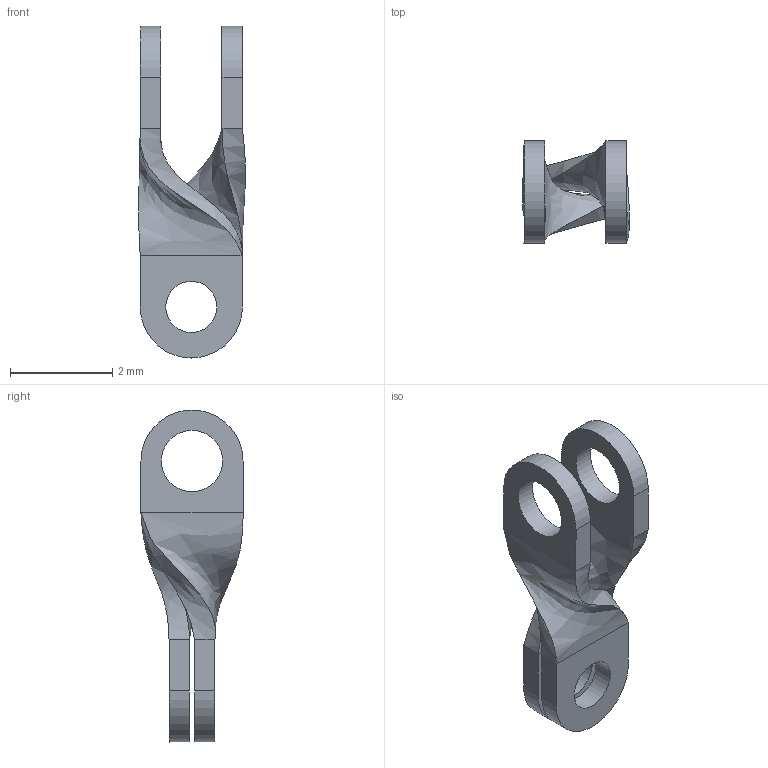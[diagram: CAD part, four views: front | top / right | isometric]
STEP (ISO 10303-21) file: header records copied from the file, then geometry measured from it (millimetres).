
FILE_DESCRIPTION(/* description */ (''),/* implementation_level */ '2;1');
FILE_NAME(/* name */ 'twisted_clamp.step',/* time_stamp */ '2026-02-09T17:02:58+05:30',/* author */ (''),/* organization */ (''),/* preprocessor_version */ 'ST-DEVELOPER v20.1',/* originating_system */ 'Autodesk Translation Framework v14.24.0.0',/* authorisation */ '');
FILE_SCHEMA (('AUTOMOTIVE_DESIGN { 1 0 10303 214 3 1 1 }'));
Length unit declared in the file: millimetre
Products named in the file (3): clamp (v2~recovered); body1; body2
Assembly tree (2 placements, depth 2):
  clamp (v2~recovered)
    body1
    body2
Bounding box: 2.09 x 2 x 6.5 mm (x, y, z)
Volume: 7.6 mm3; surface area: 56.8 mm2
Topology: 2 solids, 2 shells, 32 faces, 76 edges, 48 vertices
Faces by surface type: plane 16, bspline 8, cylinder 8
Full cylindrical faces by diameter (mm): 1 x2, 1.2 x2
Entity records: 1393 total; most frequent: CARTESIAN_POINT 589, ORIENTED_EDGE 152, DIRECTION 142, EDGE_CURVE 76, LINE 52, VECTOR 52, VERTEX_POINT 48, AXIS2_PLACEMENT_3D 45
